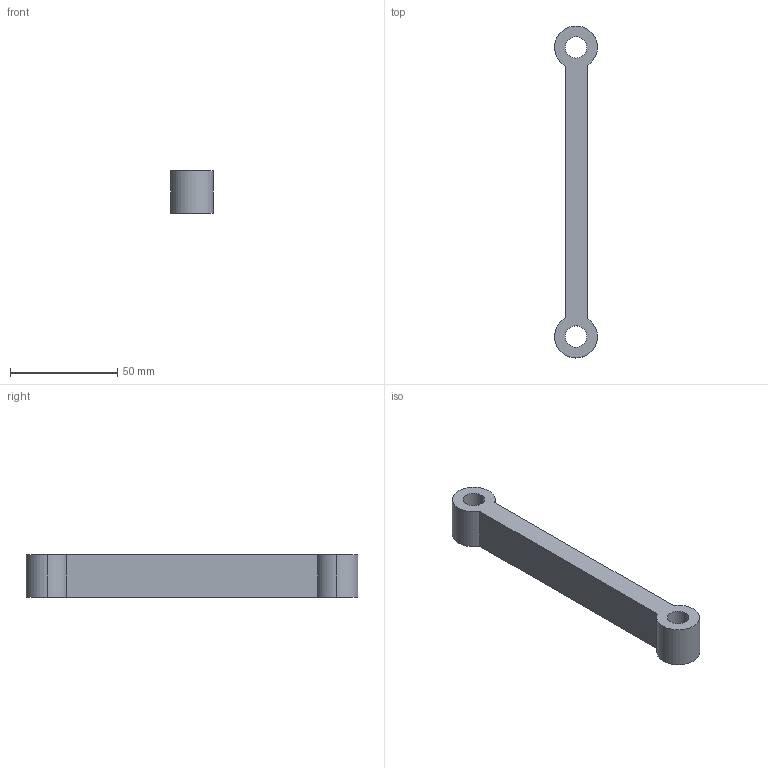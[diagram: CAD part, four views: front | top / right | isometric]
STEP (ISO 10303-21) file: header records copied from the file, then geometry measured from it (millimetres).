
FILE_DESCRIPTION (( 'STEP AP203' ), '1' );
FILE_NAME ('Bielle_4.STEP', '2025-06-15T07:49:21', ( '' ), ( '' ), 'SwSTEP 2.0', 'SolidWorks 2024', '' );
FILE_SCHEMA (( 'CONFIG_CONTROL_DESIGN' ));
Length unit declared in the file: millimetre
Products named in the file (2): Bielle_4; Bielle 4^Assemblage1
Assembly tree (1 placements, depth 2):
  Bielle_4
    Bielle 4^Assemblage1
Bounding box: 20 x 155 x 20 mm (x, y, z)
Volume: 32599.4 mm3; surface area: 11318.3 mm2
Topology: 1 solids, 1 shells, 14 faces, 36 edges, 24 vertices
Faces by surface type: cylinder 10, plane 4
Entity records: 644 total; most frequent: DIRECTION 92, CARTESIAN_POINT 78, ORIENTED_EDGE 72, AXIS2_PLACEMENT_3D 38, EDGE_CURVE 36, VERTEX_POINT 24, CIRCLE 20, EDGE_LOOP 18
